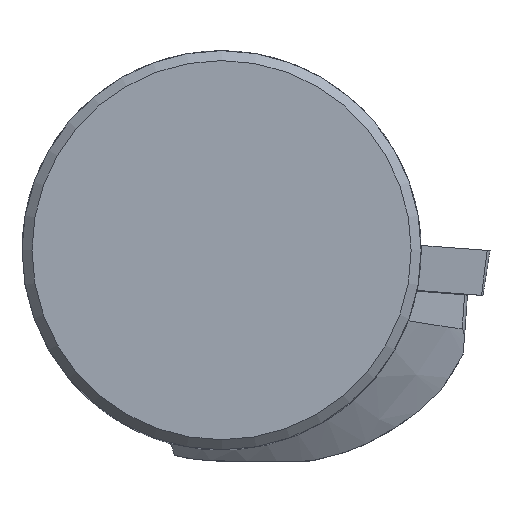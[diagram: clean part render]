
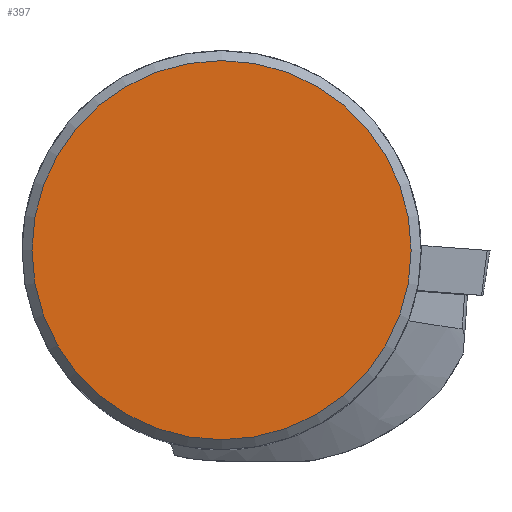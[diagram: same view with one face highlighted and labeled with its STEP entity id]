
A CAD part, top view. The second image highlights one B-rep face of the part: STEP entity #397.
In plain terms, the highlighted planar face has unit normal (0, 0, 1).
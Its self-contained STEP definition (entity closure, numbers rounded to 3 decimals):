
#397=ADVANCED_FACE('',(#494),#436,.F.);
#436=PLANE('',#1445);
#494=FACE_OUTER_BOUND('',#562,.T.);
#562=EDGE_LOOP('',(#895));
#618=CIRCLE('',#1443,19.);
#895=ORIENTED_EDGE('',*,*,#1223,.F.);
#1063=VERTEX_POINT('',#2370);
#1223=EDGE_CURVE('',#1063,#1063,#618,.T.);
#1443=AXIS2_PLACEMENT_3D('',#2369,#1760,#1761);
#1445=AXIS2_PLACEMENT_3D('',#2372,#1764,#1765);
#1760=DIRECTION('',(0.,0.,-1.));
#1761=DIRECTION('',(-1.,0.,0.));
#1764=DIRECTION('',(0.,0.,-1.));
#1765=DIRECTION('',(-1.,0.,0.));
#2369=CARTESIAN_POINT('',(0.,0.,0.325));
#2370=CARTESIAN_POINT('',(-19.,0.,0.325));
#2372=CARTESIAN_POINT('',(0.,0.,0.325));
